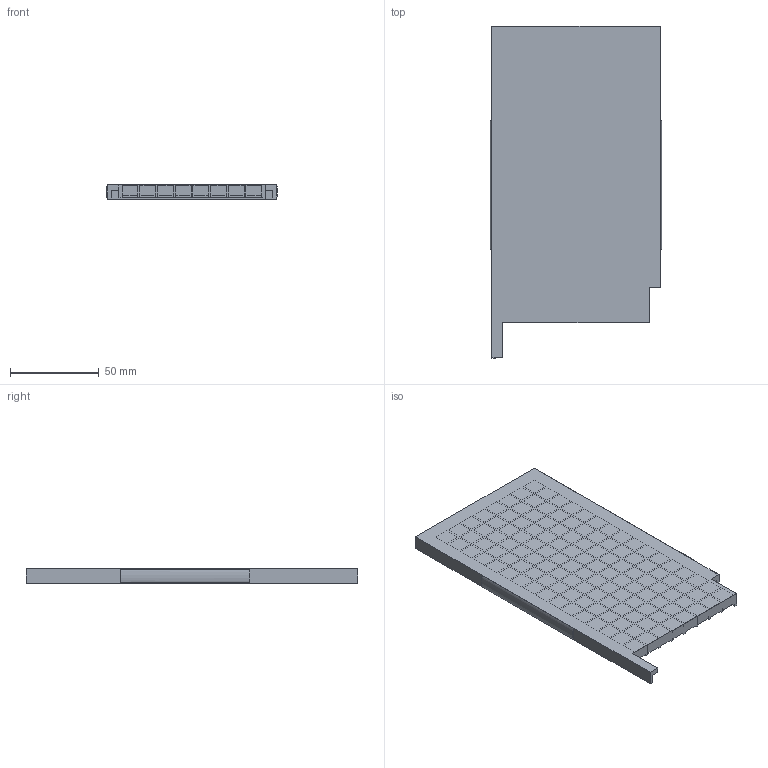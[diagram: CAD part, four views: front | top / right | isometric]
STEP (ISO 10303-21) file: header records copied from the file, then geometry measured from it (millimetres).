
FILE_DESCRIPTION(/* description */ (''),/* implementation_level */ '2;1');
FILE_NAME(/* name */ 'Pixelix_Diffuser v2 (1).step',/* time_stamp */ '2023-01-31T11:07:06+01:00',/* author */ (''),/* organization */ (''),/* preprocessor_version */ 'ST-DEVELOPER v19.2',/* originating_system */ 'Autodesk Translation Framework v11.17.0.187',/* authorisation */ '');
FILE_SCHEMA (('AUTOMOTIVE_DESIGN { 1 0 10303 214 3 1 1 }'));
Length unit declared in the file: millimetre
Products named in the file (1): Pixelix_Diffuser v2 (1)
Bounding box: 96.63 x 187.5 x 8 mm (x, y, z)
Volume: 37485.9 mm3; surface area: 69115.3 mm2
Topology: 1 solids, 1 shells, 1065 faces, 2687 edges, 1624 vertices
Faces by surface type: plane 1061, bspline 4
Entity records: 30722 total; most frequent: CARTESIAN_POINT 5501, ORIENTED_EDGE 5374, DIRECTION 4803, EDGE_CURVE 2687, LINE 2679, VECTOR 2679, VERTEX_POINT 1624, FACE_OUTER_BOUND 1065
